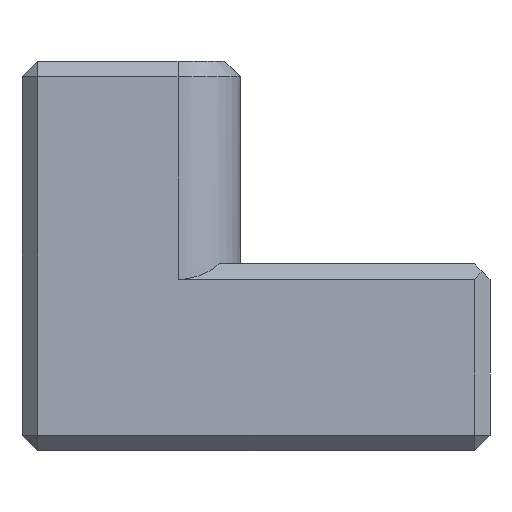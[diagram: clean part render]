
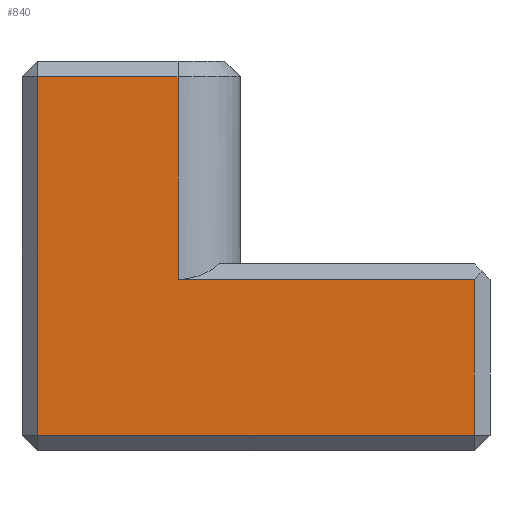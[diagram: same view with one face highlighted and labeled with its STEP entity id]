
A CAD part, front view. The second image highlights one B-rep face of the part: STEP entity #840.
In plain terms, the highlighted planar face has unit normal (0, -1, 0).
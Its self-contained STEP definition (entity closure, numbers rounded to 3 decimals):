
#152=PLANE('',#930);
#197=FACE_OUTER_BOUND('',#246,.T.);
#246=EDGE_LOOP('',(#782,#783,#784,#785,#786,#787));
#278=LINE('',#1296,#358);
#280=LINE('',#1300,#360);
#283=LINE('',#1305,#363);
#285=LINE('',#1309,#365);
#321=LINE('',#1392,#401);
#327=LINE('',#1406,#407);
#358=VECTOR('',#1040,10.);
#360=VECTOR('',#1044,10.);
#363=VECTOR('',#1049,10.);
#365=VECTOR('',#1053,10.);
#401=VECTOR('',#1139,10.);
#407=VECTOR('',#1161,10.);
#442=VERTEX_POINT('',#1244);
#459=VERTEX_POINT('',#1293);
#460=VERTEX_POINT('',#1295);
#461=VERTEX_POINT('',#1299);
#463=VERTEX_POINT('',#1307);
#485=VERTEX_POINT('',#1379);
#530=EDGE_CURVE('',#459,#460,#278,.T.);
#532=EDGE_CURVE('',#460,#461,#280,.T.);
#535=EDGE_CURVE('',#442,#459,#283,.T.);
#537=EDGE_CURVE('',#463,#442,#285,.T.);
#581=EDGE_CURVE('',#485,#463,#321,.T.);
#587=EDGE_CURVE('',#461,#485,#327,.T.);
#782=ORIENTED_EDGE('',*,*,#535,.F.);
#783=ORIENTED_EDGE('',*,*,#537,.F.);
#784=ORIENTED_EDGE('',*,*,#581,.F.);
#785=ORIENTED_EDGE('',*,*,#587,.F.);
#786=ORIENTED_EDGE('',*,*,#532,.F.);
#787=ORIENTED_EDGE('',*,*,#530,.F.);
#840=ADVANCED_FACE('',(#197),#152,.T.);
#930=AXIS2_PLACEMENT_3D('',#1407,#1162,#1163);
#1040=DIRECTION('',(1.,0.,0.));
#1044=DIRECTION('',(0.,0.,-1.));
#1049=DIRECTION('',(0.,0.,-1.));
#1053=DIRECTION('',(1.,0.,0.));
#1139=DIRECTION('',(0.,0.,1.));
#1161=DIRECTION('',(-1.,0.,0.));
#1162=DIRECTION('center_axis',(0.,-1.,0.));
#1163=DIRECTION('ref_axis',(1.,0.,0.));
#1244=CARTESIAN_POINT('',(-5.,-100.,11.5));
#1293=CARTESIAN_POINT('',(-5.,-100.,-1.5));
#1295=CARTESIAN_POINT('',(14.,-100.,-1.5));
#1296=CARTESIAN_POINT('',(-8.,-100.,-1.5));
#1299=CARTESIAN_POINT('',(14.,-100.,-11.5));
#1300=CARTESIAN_POINT('',(14.,-100.,0.));
#1305=CARTESIAN_POINT('',(-5.,-100.,6.25));
#1307=CARTESIAN_POINT('',(-14.,-100.,11.5));
#1309=CARTESIAN_POINT('',(-7.5,-100.,11.5));
#1379=CARTESIAN_POINT('',(-14.,-100.,-11.5));
#1392=CARTESIAN_POINT('',(-14.,-100.,0.));
#1406=CARTESIAN_POINT('',(-7.5,-100.,-11.5));
#1407=CARTESIAN_POINT('Origin',(-15.,-100.,0.));
